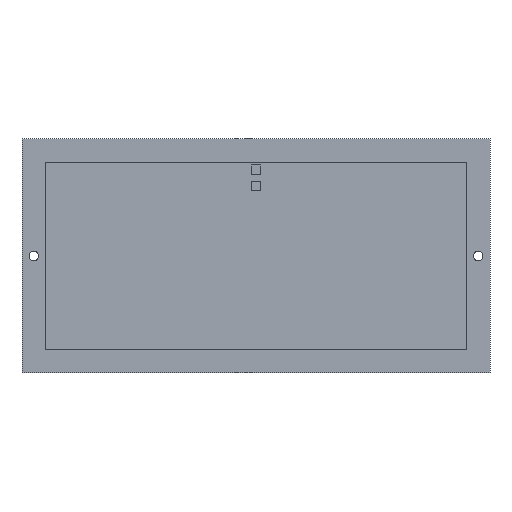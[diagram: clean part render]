
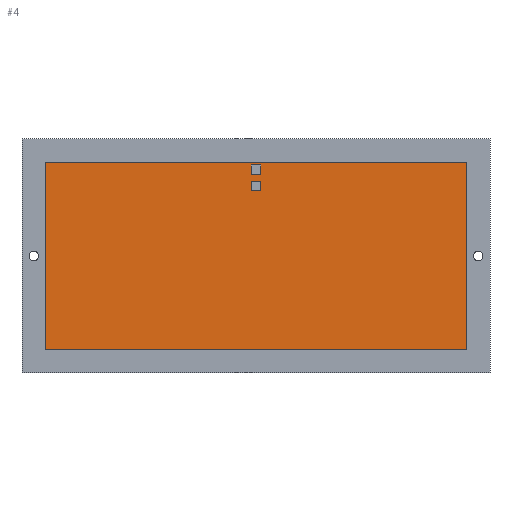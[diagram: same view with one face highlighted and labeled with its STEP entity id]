
A CAD part, front view. The second image highlights one B-rep face of the part: STEP entity #4.
In plain terms, the highlighted planar face has unit normal (0, -1, 0).
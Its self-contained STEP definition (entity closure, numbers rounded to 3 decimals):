
#4 = ADVANCED_FACE ( 'NONE', ( #308, #678, #110 ), #354, .F. ) ;
#5 = VERTEX_POINT ( 'NONE', #628 ) ;
#12 = VERTEX_POINT ( 'NONE', #682 ) ;
#13 = VECTOR ( 'NONE', #141, 1000. ) ;
#14 = VECTOR ( 'NONE', #391, 1000. ) ;
#19 = CARTESIAN_POINT ( 'NONE',  ( 1., 0.997, -100.05 ) ) ;
#20 = LINE ( 'NONE', #447, #156 ) ;
#23 = LINE ( 'NONE', #404, #173 ) ;
#41 = CARTESIAN_POINT ( 'NONE',  ( -1., 0.997, -96.55 ) ) ;
#57 = DIRECTION ( 'NONE',  ( -1., 0., 0. ) ) ;
#66 = DIRECTION ( 'NONE',  ( 0., 1., 0. ) ) ;
#72 = ORIENTED_EDGE ( 'NONE', *, *, #295, .F. ) ;
#82 = LINE ( 'NONE', #269, #672 ) ;
#87 = ORIENTED_EDGE ( 'NONE', *, *, #317, .F. ) ;
#91 = CARTESIAN_POINT ( 'NONE',  ( 1., 0.997, -94.55 ) ) ;
#94 = VERTEX_POINT ( 'NONE', #198 ) ;
#98 = CARTESIAN_POINT ( 'NONE',  ( -45., 0.997, -94. ) ) ;
#100 = LINE ( 'NONE', #19, #14 ) ;
#110 = FACE_OUTER_BOUND ( 'NONE', #536, .T. ) ;
#117 = CARTESIAN_POINT ( 'NONE',  ( -1., 0.997, -98.05 ) ) ;
#121 = ORIENTED_EDGE ( 'NONE', *, *, #782, .F. ) ;
#129 = EDGE_CURVE ( 'NONE', #592, #137, #20, .T. ) ;
#137 = VERTEX_POINT ( 'NONE', #697 ) ;
#140 = EDGE_CURVE ( 'NONE', #12, #193, #449, .T. ) ;
#141 = DIRECTION ( 'NONE',  ( -1., 0., 0. ) ) ;
#153 = CARTESIAN_POINT ( 'NONE',  ( -1., 0.997, -100.05 ) ) ;
#155 = VECTOR ( 'NONE', #670, 1000. ) ;
#156 = VECTOR ( 'NONE', #634, 1000. ) ;
#162 = EDGE_LOOP ( 'NONE', ( #169, #243, #698, #72 ) ) ;
#169 = ORIENTED_EDGE ( 'NONE', *, *, #461, .F. ) ;
#173 = VECTOR ( 'NONE', #450, 1000. ) ;
#174 = DIRECTION ( 'NONE',  ( 1., 0., 0. ) ) ;
#176 = LINE ( 'NONE', #357, #265 ) ;
#193 = VERTEX_POINT ( 'NONE', #712 ) ;
#198 = CARTESIAN_POINT ( 'NONE',  ( -1., 0.997, -100.05 ) ) ;
#220 = VERTEX_POINT ( 'NONE', #91 ) ;
#243 = ORIENTED_EDGE ( 'NONE', *, *, #441, .F. ) ;
#244 = ORIENTED_EDGE ( 'NONE', *, *, #665, .F. ) ;
#258 = EDGE_LOOP ( 'NONE', ( #371, #752, #550, #87 ) ) ;
#265 = VECTOR ( 'NONE', #431, 1000. ) ;
#269 = CARTESIAN_POINT ( 'NONE',  ( 1., 0.997, -100.05 ) ) ;
#295 = EDGE_CURVE ( 'NONE', #695, #756, #330, .T. ) ;
#308 = FACE_BOUND ( 'NONE', #258, .T. ) ;
#310 = ORIENTED_EDGE ( 'NONE', *, *, #320, .F. ) ;
#317 = EDGE_CURVE ( 'NONE', #94, #359, #786, .T. ) ;
#320 = EDGE_CURVE ( 'NONE', #137, #633, #794, .T. ) ;
#330 = LINE ( 'NONE', #733, #399 ) ;
#353 = CARTESIAN_POINT ( 'NONE',  ( -45., 0.997, -134. ) ) ;
#354 = PLANE ( 'NONE',  #453 ) ;
#357 = CARTESIAN_POINT ( 'NONE',  ( -1., 0.997, -98.05 ) ) ;
#359 = VERTEX_POINT ( 'NONE', #521 ) ;
#362 = LINE ( 'NONE', #483, #367 ) ;
#367 = VECTOR ( 'NONE', #57, 1000. ) ;
#371 = ORIENTED_EDGE ( 'NONE', *, *, #413, .F. ) ;
#381 = ORIENTED_EDGE ( 'NONE', *, *, #129, .F. ) ;
#391 = DIRECTION ( 'NONE',  ( 0., 0., 1. ) ) ;
#395 = DIRECTION ( 'NONE',  ( 0., 0., 1. ) ) ;
#399 = VECTOR ( 'NONE', #660, 1000. ) ;
#401 = VECTOR ( 'NONE', #523, 1000. ) ;
#404 = CARTESIAN_POINT ( 'NONE',  ( 45., 0.997, -94. ) ) ;
#413 = EDGE_CURVE ( 'NONE', #193, #94, #176, .T. ) ;
#431 = DIRECTION ( 'NONE',  ( 0., 0., -1. ) ) ;
#441 = EDGE_CURVE ( 'NONE', #220, #5, #362, .T. ) ;
#447 = CARTESIAN_POINT ( 'NONE',  ( -45., 0.997, -134. ) ) ;
#449 = LINE ( 'NONE', #758, #13 ) ;
#450 = DIRECTION ( 'NONE',  ( 0., 0., -1. ) ) ;
#453 = AXIS2_PLACEMENT_3D ( 'NONE', #803, #66, #612 ) ;
#461 = EDGE_CURVE ( 'NONE', #5, #695, #548, .T. ) ;
#479 = CARTESIAN_POINT ( 'NONE',  ( 45., 0.997, -94. ) ) ;
#483 = CARTESIAN_POINT ( 'NONE',  ( 1., 0.997, -94.55 ) ) ;
#514 = LINE ( 'NONE', #770, #401 ) ;
#521 = CARTESIAN_POINT ( 'NONE',  ( 1., 0.997, -100.05 ) ) ;
#523 = DIRECTION ( 'NONE',  ( -1., 0., 0. ) ) ;
#536 = EDGE_LOOP ( 'NONE', ( #121, #244, #310, #381 ) ) ;
#548 = LINE ( 'NONE', #117, #693 ) ;
#550 = ORIENTED_EDGE ( 'NONE', *, *, #669, .F. ) ;
#592 = VERTEX_POINT ( 'NONE', #353 ) ;
#605 = VERTEX_POINT ( 'NONE', #774 ) ;
#612 = DIRECTION ( 'NONE',  ( 1., 0., 0. ) ) ;
#628 = CARTESIAN_POINT ( 'NONE',  ( -1., 0.997, -94.55 ) ) ;
#633 = VERTEX_POINT ( 'NONE', #479 ) ;
#634 = DIRECTION ( 'NONE',  ( 0., 0., 1. ) ) ;
#660 = DIRECTION ( 'NONE',  ( 1., 0., 0. ) ) ;
#663 = CARTESIAN_POINT ( 'NONE',  ( 1., 0.997, -96.55 ) ) ;
#665 = EDGE_CURVE ( 'NONE', #633, #605, #23, .T. ) ;
#669 = EDGE_CURVE ( 'NONE', #359, #12, #100, .T. ) ;
#670 = DIRECTION ( 'NONE',  ( 1., 0., 0. ) ) ;
#672 = VECTOR ( 'NONE', #395, 1000. ) ;
#678 = FACE_BOUND ( 'NONE', #162, .T. ) ;
#682 = CARTESIAN_POINT ( 'NONE',  ( 1., 0.997, -98.05 ) ) ;
#693 = VECTOR ( 'NONE', #811, 1000. ) ;
#695 = VERTEX_POINT ( 'NONE', #41 ) ;
#697 = CARTESIAN_POINT ( 'NONE',  ( -45., 0.997, -94. ) ) ;
#698 = ORIENTED_EDGE ( 'NONE', *, *, #764, .F. ) ;
#712 = CARTESIAN_POINT ( 'NONE',  ( -1., 0.997, -98.05 ) ) ;
#731 = VECTOR ( 'NONE', #174, 1000. ) ;
#733 = CARTESIAN_POINT ( 'NONE',  ( -1., 0.997, -96.55 ) ) ;
#752 = ORIENTED_EDGE ( 'NONE', *, *, #140, .F. ) ;
#756 = VERTEX_POINT ( 'NONE', #663 ) ;
#758 = CARTESIAN_POINT ( 'NONE',  ( 1., 0.997, -98.05 ) ) ;
#764 = EDGE_CURVE ( 'NONE', #756, #220, #82, .T. ) ;
#770 = CARTESIAN_POINT ( 'NONE',  ( 45., 0.997, -134. ) ) ;
#774 = CARTESIAN_POINT ( 'NONE',  ( 45., 0.997, -134. ) ) ;
#782 = EDGE_CURVE ( 'NONE', #605, #592, #514, .T. ) ;
#786 = LINE ( 'NONE', #153, #731 ) ;
#794 = LINE ( 'NONE', #98, #155 ) ;
#803 = CARTESIAN_POINT ( 'NONE',  ( 0., 0.997, -94.6 ) ) ;
#811 = DIRECTION ( 'NONE',  ( 0., 0., -1. ) ) ;
